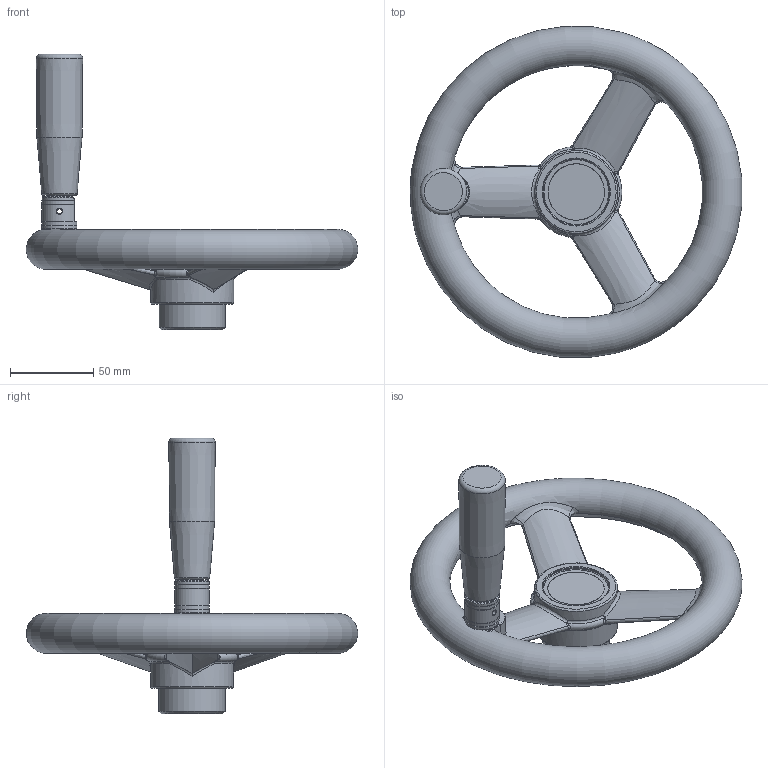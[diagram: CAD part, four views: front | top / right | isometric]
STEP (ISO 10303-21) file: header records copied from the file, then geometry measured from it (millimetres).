
FILE_DESCRIPTION( ( 'Unknown' ), '1' );
FILE_NAME( '6223020_VRAF200-MR.stp', 'Unknown', ( 'Unknown' ), ( 'Unknown' ), 'PSStep 10.0', 'Unknown', ' ' );
FILE_SCHEMA( ( 'automotive_design' ) );
Length unit declared in the file: millimetre
Products named in the file (3): 6153020
Bounding box: 199.6 x 199.47 x 166.12 mm (x, y, z)
Volume: 398202 mm3; surface area: 81457.4 mm2
Topology: 3 solids, 3 shells, 245 faces, 602 edges, 362 vertices
Faces by surface type: bspline 75, plane 62, cylinder 44, cone 27, torus 23, sphere 14
Full cylindrical faces by diameter (mm): 3.2 x2, 3.5 x1, 5.422 x1, 6 x3, 6.95 x1, 7.03 x1, 7.471 x1, 8.17 x1, 8.3 x1, 9.3 x1, 11 x1, 11.52 x1, 11.538 x1, 12 x2, 13.076 x1, 21 x2, 34 x1, 40 x2, 50 x2
Entity records: 21624 total; most frequent: CARTESIAN_POINT 14793, ORIENTED_EDGE 1032, DIRECTION 869, EDGE_CURVE 516, AXIS2_PLACEMENT_3D 388, VERTEX_POINT 335, EDGE_LOOP 322, FACE_OUTER_BOUND 283
